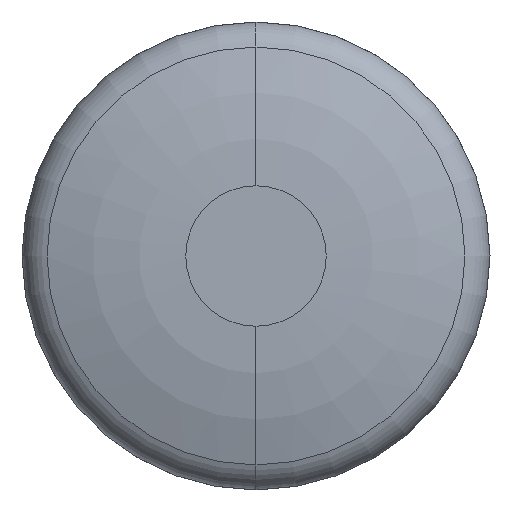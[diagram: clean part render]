
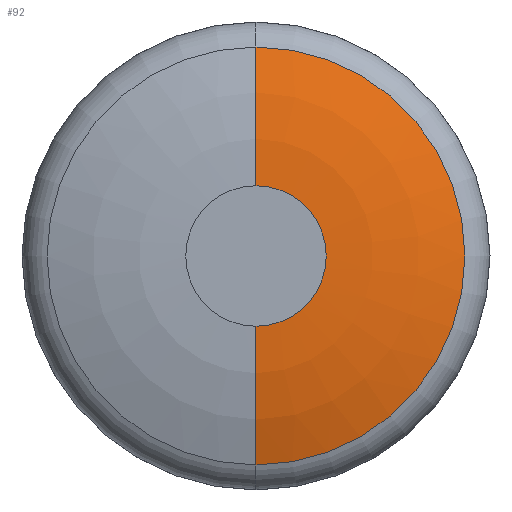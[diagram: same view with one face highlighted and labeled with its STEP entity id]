
A CAD part, front view. The second image highlights one B-rep face of the part: STEP entity #92.
In plain terms, the highlighted toroidal (fillet/blend) face has major radius 0.714 mm and minor radius 4.286 mm.
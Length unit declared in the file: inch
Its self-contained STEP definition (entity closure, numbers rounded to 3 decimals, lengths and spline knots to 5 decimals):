
#8 = VERTEX_POINT ( 'NONE', #170 ) ;
#12 = AXIS2_PLACEMENT_3D ( 'NONE', #389, #246, #196 ) ;
#68 = AXIS2_PLACEMENT_3D ( 'NONE', #159, #306, #126 ) ;
#72 = DIRECTION ( 'NONE',  ( 0., 0., 1. ) ) ;
#74 = CARTESIAN_POINT ( 'NONE',  ( 0., 0., -0.02812 ) ) ;
#83 = CARTESIAN_POINT ( 'NONE',  ( 0., 0.16875, 0.02812 ) ) ;
#84 = VERTEX_POINT ( 'NONE', #94 ) ;
#89 = TOROIDAL_SURFACE ( 'NONE', #12, 0.02812, 0.16875 ) ;
#92 = ADVANCED_FACE ( 'NONE', ( #229 ), #89, .T. ) ;
#94 = CARTESIAN_POINT ( 'NONE',  ( 0., 0., 0.02812 ) ) ;
#118 = CARTESIAN_POINT ( 'NONE',  ( 0., 0.16875, -0.02812 ) ) ;
#120 = ORIENTED_EDGE ( 'NONE', *, *, #535, .F. ) ;
#126 = DIRECTION ( 'NONE',  ( 0., 0., -1. ) ) ;
#133 = AXIS2_PLACEMENT_3D ( 'NONE', #355, #445, #572 ) ;
#140 = ORIENTED_EDGE ( 'NONE', *, *, #264, .T. ) ;
#159 = CARTESIAN_POINT ( 'NONE',  ( 0., 0., 0. ) ) ;
#170 = CARTESIAN_POINT ( 'NONE',  ( 0., 0.00941, 0.08369 ) ) ;
#196 = DIRECTION ( 'NONE',  ( 0., 0., -1. ) ) ;
#211 = CIRCLE ( 'NONE', #133, 0.08369 ) ;
#212 = CARTESIAN_POINT ( 'NONE',  ( 0., 0.00941, -0.08369 ) ) ;
#221 = CIRCLE ( 'NONE', #301, 0.16875 ) ;
#229 = FACE_OUTER_BOUND ( 'NONE', #250, .T. ) ;
#246 = DIRECTION ( 'NONE',  ( 0., -1., 0. ) ) ;
#250 = EDGE_LOOP ( 'NONE', ( #140, #568, #120, #420 ) ) ;
#251 = CIRCLE ( 'NONE', #68, 0.02812 ) ;
#264 = EDGE_CURVE ( 'NONE', #405, #8, #211, .T. ) ;
#265 = DIRECTION ( 'NONE',  ( -1., 0., 0. ) ) ;
#289 = CIRCLE ( 'NONE', #456, 0.16875 ) ;
#295 = EDGE_CURVE ( 'NONE', #8, #84, #289, .T. ) ;
#300 = VERTEX_POINT ( 'NONE', #74 ) ;
#301 = AXIS2_PLACEMENT_3D ( 'NONE', #118, #265, #72 ) ;
#306 = DIRECTION ( 'NONE',  ( 0., -1., 0. ) ) ;
#355 = CARTESIAN_POINT ( 'NONE',  ( 0., 0.00941, 0. ) ) ;
#359 = DIRECTION ( 'NONE',  ( 1., 0., 0. ) ) ;
#389 = CARTESIAN_POINT ( 'NONE',  ( 0., 0.16875, 0. ) ) ;
#405 = VERTEX_POINT ( 'NONE', #212 ) ;
#420 = ORIENTED_EDGE ( 'NONE', *, *, #550, .F. ) ;
#445 = DIRECTION ( 'NONE',  ( 0., -1., 0. ) ) ;
#456 = AXIS2_PLACEMENT_3D ( 'NONE', #83, #359, #567 ) ;
#535 = EDGE_CURVE ( 'NONE', #300, #84, #251, .T. ) ;
#550 = EDGE_CURVE ( 'NONE', #405, #300, #221, .T. ) ;
#567 = DIRECTION ( 'NONE',  ( 0., 0., -1. ) ) ;
#568 = ORIENTED_EDGE ( 'NONE', *, *, #295, .T. ) ;
#572 = DIRECTION ( 'NONE',  ( 0., 0., -1. ) ) ;
